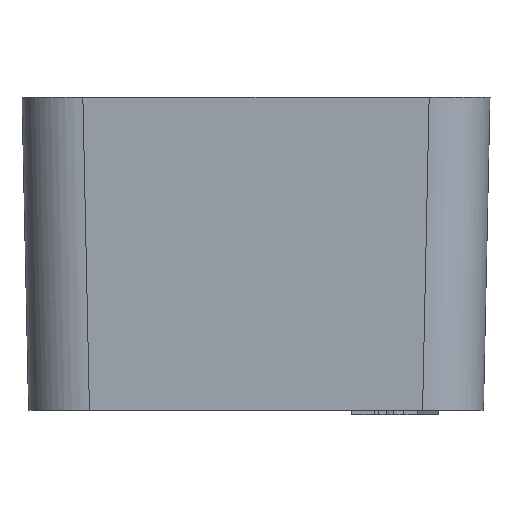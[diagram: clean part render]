
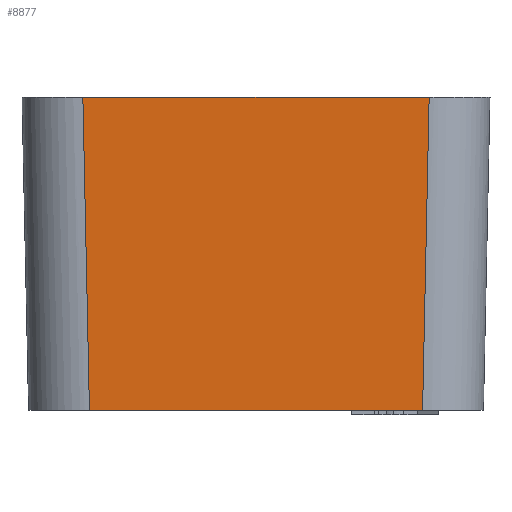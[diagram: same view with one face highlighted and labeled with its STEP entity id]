
A CAD part, left-side view. The second image highlights one B-rep face of the part: STEP entity #8877.
In plain terms, the highlighted planar face has unit normal (-1, 0, -0.021).
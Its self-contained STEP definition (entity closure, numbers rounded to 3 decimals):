
#1094=DIRECTION('',(0.,1.,0.));
#1095=VECTOR('',#1094,19.15);
#1096=CARTESIAN_POINT('',(-21.824,1.825,-18.));
#1097=LINE('',#1096,#1095);
#1098=DIRECTION('',(-0.021,0.021,1.));
#1099=VECTOR('',#1098,18.008);
#1100=CARTESIAN_POINT('',(-21.824,20.975,-18.));
#1101=LINE('',#1100,#1099);
#1102=DIRECTION('',(0.,1.,0.));
#1103=VECTOR('',#1102,19.904);
#1104=CARTESIAN_POINT('',(-22.201,1.448,0.));
#1105=LINE('',#1104,#1103);
#1110=DIRECTION('',(-0.021,-0.021,1.));
#1111=VECTOR('',#1110,18.008);
#1112=CARTESIAN_POINT('',(-21.824,1.825,-18.));
#1113=LINE('',#1112,#1111);
#1178=CARTESIAN_POINT('',(-21.824,20.975,-18.));
#5059=CARTESIAN_POINT('',(-22.201,1.448,0.));
#5060=CARTESIAN_POINT('',(-22.201,21.352,0.));
#5061=VERTEX_POINT('',#5059);
#5062=VERTEX_POINT('',#5060);
#6359=VERTEX_POINT('',#1178);
#6360=CARTESIAN_POINT('',(-21.824,1.825,-18.));
#6361=VERTEX_POINT('',#6360);
#8864=CARTESIAN_POINT('',(-22.201,0.,0.));
#8865=DIRECTION('',(-1.,0.,-0.021));
#8866=DIRECTION('',(0.,1.,0.));
#8867=AXIS2_PLACEMENT_3D('',#8864,#8865,#8866);
#8868=PLANE('',#8867);
#8870=ORIENTED_EDGE('',*,*,#8869,.F.);
#8872=ORIENTED_EDGE('',*,*,#8871,.T.);
#8873=ORIENTED_EDGE('',*,*,#8855,.T.);
#8874=ORIENTED_EDGE('',*,*,#6426,.F.);
#8875=EDGE_LOOP('',(#8870,#8872,#8873,#8874));
#8876=FACE_OUTER_BOUND('',#8875,.F.);
#8877=ADVANCED_FACE('',(#8876),#8868,.T.);
#6426=EDGE_CURVE('',#5061,#5062,#1105,.T.);
#8855=EDGE_CURVE('',#6359,#5062,#1101,.T.);
#8869=EDGE_CURVE('',#6361,#5061,#1113,.T.);
#8871=EDGE_CURVE('',#6361,#6359,#1097,.T.);
